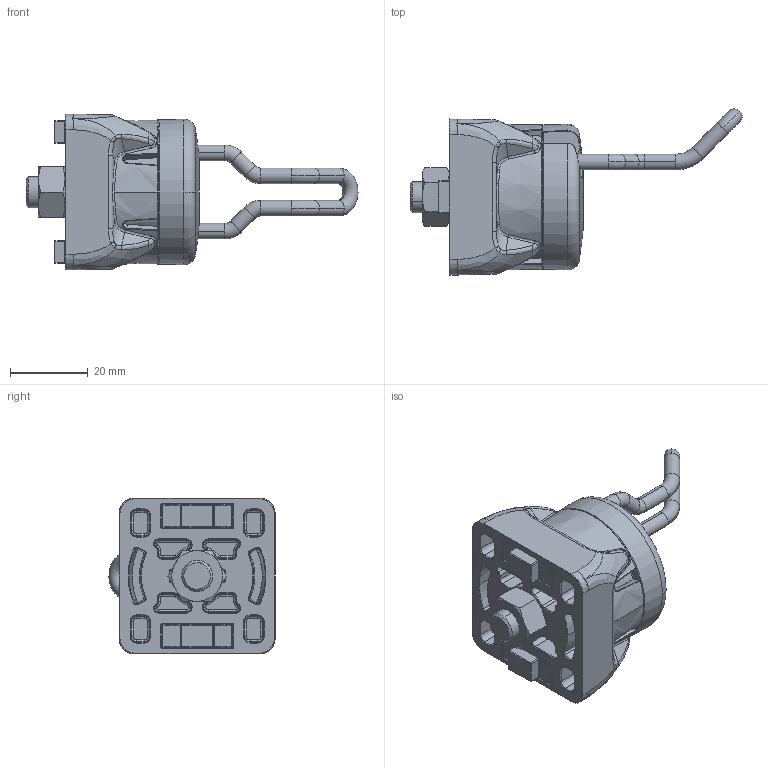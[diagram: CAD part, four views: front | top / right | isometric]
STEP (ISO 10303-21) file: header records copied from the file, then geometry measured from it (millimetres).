
FILE_DESCRIPTION (( 'STEP AP203' ), '1' );
FILE_NAME ('172522.step', '2025-08-14T18:02:51', ( '' ), ( '' ), 'SwSTEP 2.0', 'SolidWorks 2024', '' );
FILE_SCHEMA (( 'CONFIG_CONTROL_DESIGN' ));
Length unit declared in the file: millimetre
Products named in the file (1): 172522
Bounding box: 85.14 x 42.63 x 40 mm (x, y, z)
Volume: 40095.4 mm3; surface area: 21337.2 mm2
Topology: 7 solids, 7 shells, 1255 faces, 2936 edges, 1667 vertices
Faces by surface type: cylinder 313, bspline 282, plane 228, torus 214, cone 141, sphere 77
Entity records: 45863 total; most frequent: CARTESIAN_POINT 19607, ORIENTED_EDGE 5784, DIRECTION 5257, EDGE_CURVE 2892, AXIS2_PLACEMENT_3D 2229, VERTEX_POINT 1663, EDGE_LOOP 1277, FACE_OUTER_BOUND 1255
